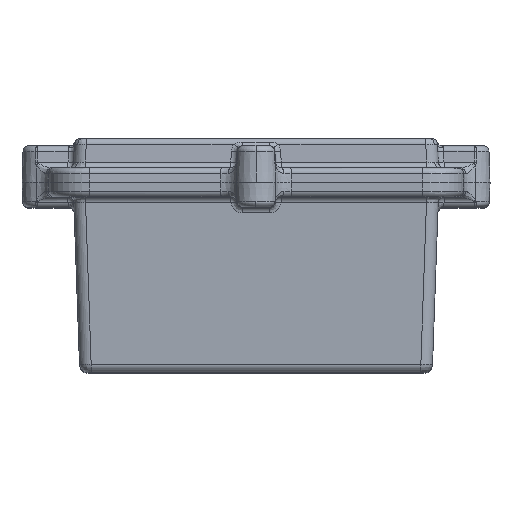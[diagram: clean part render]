
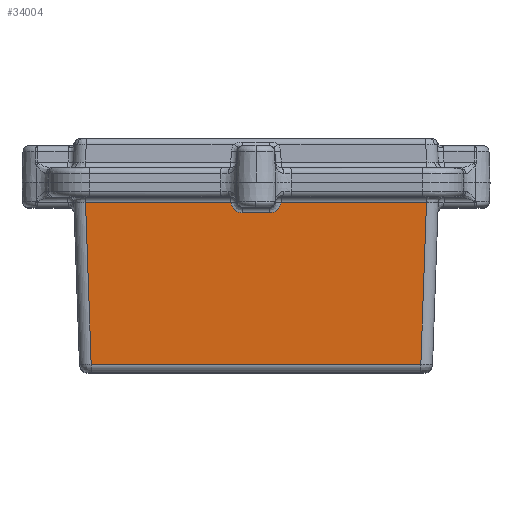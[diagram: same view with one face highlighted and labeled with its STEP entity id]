
A CAD part, top view. The second image highlights one B-rep face of the part: STEP entity #34004.
In plain terms, the highlighted planar face has unit normal (0, -0.035, 0.999).
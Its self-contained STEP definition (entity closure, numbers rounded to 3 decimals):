
#15637 = DIRECTION ( 'NONE',  ( -1., 0., 0. ) ) ;
#15638 = CARTESIAN_POINT ( 'NONE',  ( -4.618, 54.57, 92.136 ) ) ;
#15639 = DIRECTION ( 'NONE',  ( 0., -0.999, -0.035 ) ) ;
#15640 = CARTESIAN_POINT ( 'NONE',  ( 58.26, 58.07, 92.258 ) ) ;
#15641 = DIRECTION ( 'NONE',  ( 1., 0., 0. ) ) ;
#15642 = VECTOR ( 'NONE', #15641, 1000. ) ;
#15643 = CARTESIAN_POINT ( 'NONE',  ( -62.5, 2.895, 90.331 ) ) ;
#15644 = LINE ( 'NONE', #15643, #15642 ) ;
#15645 = FACE_OUTER_BOUND ( 'NONE', #33906, .T. ) ;
#15646 = CARTESIAN_POINT ( 'NONE',  ( 4.618, 54.57, 92.136 ) ) ;
#15647 = CARTESIAN_POINT ( 'NONE',  ( -62.5, 65., 92.5 ) ) ;
#15648 = CARTESIAN_POINT ( 'NONE',  ( 8.587, 58.07, 92.258 ) ) ;
#15649 = CARTESIAN_POINT ( 'NONE',  ( 56.334, 2.895, 90.331 ) ) ;
#15650 = DIRECTION ( 'NONE',  ( 0., -0.035, 0.999 ) ) ;
#15651 = PLANE ( 'NONE',  #15654 ) ;
#15654 = AXIS2_PLACEMENT_3D ( 'NONE', #15647, #15650, #15639 ) ;
#15662 = CARTESIAN_POINT ( 'NONE',  ( -6.735, 54.57, 92.136 ) ) ;
#15663 = CARTESIAN_POINT ( 'NONE',  ( -4.618, 54.57, 92.136 ) ) ;
#15665 = CARTESIAN_POINT ( 'NONE',  ( -4.618, 54.57, 92.136 ) ) ;
#15666 =( BOUNDED_CURVE ( )  B_SPLINE_CURVE ( 3, ( #15663, #15662, #15713, #15712 ),
 .UNSPECIFIED., .F., .T. ) 
 B_SPLINE_CURVE_WITH_KNOTS ( ( 4, 4 ),
 ( 3.142, 4.587 ),
 .UNSPECIFIED. ) 
 CURVE ( )  GEOMETRIC_REPRESENTATION_ITEM ( )  RATIONAL_B_SPLINE_CURVE ( ( 1., 0.833, 0.833, 1. ) ) 
 REPRESENTATION_ITEM ( '' )  );
#15669 = CARTESIAN_POINT ( 'NONE',  ( -56.334, 2.895, 90.331 ) ) ;
#15670 = VECTOR ( 'NONE', #15637, 1000. ) ;
#15672 = DIRECTION ( 'NONE',  ( -1., 0., 0. ) ) ;
#15673 = VECTOR ( 'NONE', #15672, 1000. ) ;
#15674 = CARTESIAN_POINT ( 'NONE',  ( 6.655, 58.07, 92.258 ) ) ;
#15675 = LINE ( 'NONE', #15638, #15670 ) ;
#15676 = CARTESIAN_POINT ( 'NONE',  ( 4.618, 54.57, 92.136 ) ) ;
#15677 = CARTESIAN_POINT ( 'NONE',  ( 6.735, 54.57, 92.136 ) ) ;
#15678 = CARTESIAN_POINT ( 'NONE',  ( 8.322, 55.97, 92.185 ) ) ;
#15679 = CARTESIAN_POINT ( 'NONE',  ( 8.587, 58.07, 92.258 ) ) ;
#15680 = LINE ( 'NONE', #15674, #15673 ) ;
#15681 = CARTESIAN_POINT ( 'NONE',  ( -8.587, 58.07, 92.258 ) ) ;
#15682 =( BOUNDED_CURVE ( )  B_SPLINE_CURVE ( 3, ( #15679, #15678, #15677, #15676 ),
 .UNSPECIFIED., .F., .F. ) 
 B_SPLINE_CURVE_WITH_KNOTS ( ( 4, 4 ),
 ( 4.838, 6.283 ),
 .UNSPECIFIED. ) 
 CURVE ( )  GEOMETRIC_REPRESENTATION_ITEM ( )  RATIONAL_B_SPLINE_CURVE ( ( 1., 0.833, 0.833, 1. ) ) 
 REPRESENTATION_ITEM ( '' )  );
#15712 = CARTESIAN_POINT ( 'NONE',  ( -8.587, 58.07, 92.258 ) ) ;
#15713 = CARTESIAN_POINT ( 'NONE',  ( -8.322, 55.97, 92.185 ) ) ;
#15761 = DIRECTION ( 'NONE',  ( 0.035, 0.999, 0.035 ) ) ;
#15762 = VECTOR ( 'NONE', #15761, 1000. ) ;
#15763 = CARTESIAN_POINT ( 'NONE',  ( 58.355, 60.785, 92.353 ) ) ;
#15772 = LINE ( 'NONE', #15763, #15762 ) ;
#15789 = CARTESIAN_POINT ( 'NONE',  ( -58.26, 58.07, 92.258 ) ) ;
#15824 = DIRECTION ( 'NONE',  ( 0.035, -0.999, -0.035 ) ) ;
#15825 = VECTOR ( 'NONE', #15824, 1000. ) ;
#15826 = CARTESIAN_POINT ( 'NONE',  ( -58.507, 65.139, 92.505 ) ) ;
#15827 = LINE ( 'NONE', #15826, #15825 ) ;
#15829 = DIRECTION ( 'NONE',  ( -1., 0., 0. ) ) ;
#15830 = VECTOR ( 'NONE', #15829, 1000. ) ;
#15831 = CARTESIAN_POINT ( 'NONE',  ( -58.328, 58.07, 92.258 ) ) ;
#15832 = LINE ( 'NONE', #15831, #15830 ) ;
#33842 = ORIENTED_EDGE ( 'NONE', *, *, #34122, .T. ) ;
#33906 = EDGE_LOOP ( 'NONE', ( #34009, #34017, #34015, #34169, #34175, #34021, #33998, #33842 ) ) ;
#33996 = VERTEX_POINT ( 'NONE', #15649 ) ;
#33998 = ORIENTED_EDGE ( 'NONE', *, *, #33999, .T. ) ;
#33999 = EDGE_CURVE ( 'NONE', #34043, #33996, #15644, .T. ) ;
#34001 = VERTEX_POINT ( 'NONE', #15646 ) ;
#34004 = ADVANCED_FACE ( 'NONE', ( #15645 ), #15651, .T. ) ;
#34007 = VERTEX_POINT ( 'NONE', #15648 ) ;
#34009 = ORIENTED_EDGE ( 'NONE', *, *, #34013, .T. ) ;
#34011 = EDGE_CURVE ( 'NONE', #34007, #34001, #15682, .T. ) ;
#34013 = EDGE_CURVE ( 'NONE', #34036, #34007, #15680, .T. ) ;
#34015 = ORIENTED_EDGE ( 'NONE', *, *, #34019, .T. ) ;
#34017 = ORIENTED_EDGE ( 'NONE', *, *, #34011, .T. ) ;
#34019 = EDGE_CURVE ( 'NONE', #34001, #34026, #15675, .T. ) ;
#34021 = ORIENTED_EDGE ( 'NONE', *, *, #34177, .T. ) ;
#34023 = VERTEX_POINT ( 'NONE', #15681 ) ;
#34024 = EDGE_CURVE ( 'NONE', #34026, #34023, #15666, .T. ) ;
#34026 = VERTEX_POINT ( 'NONE', #15665 ) ;
#34036 = VERTEX_POINT ( 'NONE', #15640 ) ;
#34043 = VERTEX_POINT ( 'NONE', #15669 ) ;
#34122 = EDGE_CURVE ( 'NONE', #33996, #34036, #15772, .T. ) ;
#34169 = ORIENTED_EDGE ( 'NONE', *, *, #34024, .T. ) ;
#34171 = EDGE_CURVE ( 'NONE', #34023, #34173, #15832, .T. ) ;
#34173 = VERTEX_POINT ( 'NONE', #15789 ) ;
#34175 = ORIENTED_EDGE ( 'NONE', *, *, #34171, .T. ) ;
#34177 = EDGE_CURVE ( 'NONE', #34173, #34043, #15827, .T. ) ;
